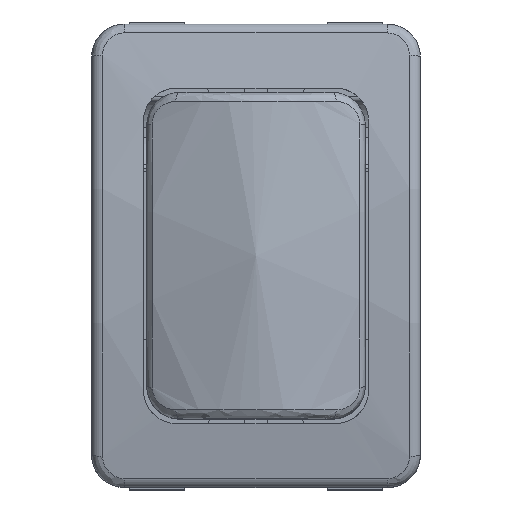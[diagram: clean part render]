
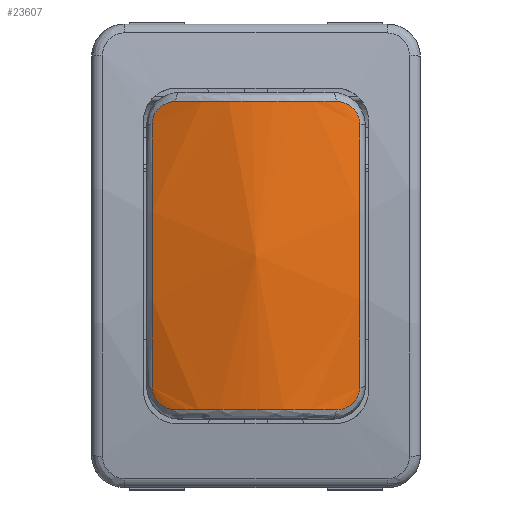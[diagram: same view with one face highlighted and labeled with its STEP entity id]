
A CAD part, top view. The second image highlights one B-rep face of the part: STEP entity #23607.
In plain terms, the highlighted free-form (B-spline) face has degree [2, 2] with [3, 9] control points.
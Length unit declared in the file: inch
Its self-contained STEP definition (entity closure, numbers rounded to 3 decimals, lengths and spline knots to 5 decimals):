
#33=(
BOUNDED_SURFACE()
B_SPLINE_SURFACE(2,2,((#33009,#33010,#33011,#33012,#33013,#33014,#33015,
#33016,#33017),(#33018,#33019,#33020,#33021,#33022,#33023,#33024,#33025,
#33026),(#33027,#33028,#33029,#33030,#33031,#33032,#33033,#33034,#33035)),
 .UNSPECIFIED.,.F.,.T.,.F.)
B_SPLINE_SURFACE_WITH_KNOTS((3,3),(3,2,2,2,3),(2.03907,3.14159),
(0.,1.5708,3.14159,4.71239,6.28319),
 .UNSPECIFIED.)
GEOMETRIC_REPRESENTATION_ITEM()
RATIONAL_B_SPLINE_SURFACE(((1.,0.707,1.,0.707,1.,
0.707,1.,0.707,1.),(0.852,0.602,
0.852,0.602,0.852,0.602,
0.852,0.602,0.852),(1.,0.707,
1.,0.707,1.,0.707,1.,0.707,1.)))
REPRESENTATION_ITEM('')
SURFACE()
);
#315=B_SPLINE_CURVE_WITH_KNOTS('',3,(#32714,#32715,#32716,#32717,#32718,
#32719),.UNSPECIFIED.,.F.,.F.,(4,1,1,4),(-0.16214,-0.09265,
-0.04632,0.),.UNSPECIFIED.);
#317=B_SPLINE_CURVE_WITH_KNOTS('',3,(#32753,#32754,#32755,#32756,#32757),
 .UNSPECIFIED.,.F.,.F.,(4,1,4),(-0.70608,-0.40347,0.),
 .UNSPECIFIED.);
#319=B_SPLINE_CURVE_WITH_KNOTS('',3,(#32785,#32786,#32787,#32788),
 .UNSPECIFIED.,.F.,.F.,(4,4),(-1.18,0.),.UNSPECIFIED.);
#321=B_SPLINE_CURVE_WITH_KNOTS('',3,(#32828,#32829,#32830,#32831,#32832,
#32833),.UNSPECIFIED.,.F.,.F.,(4,1,1,4),(-0.16203,-0.11574,
-0.06944,0.),.UNSPECIFIED.);
#323=B_SPLINE_CURVE_WITH_KNOTS('',3,(#32873,#32874,#32875,#32876,#32877,
#32878),.UNSPECIFIED.,.F.,.F.,(4,1,1,4),(-0.16213,-0.12739,
-0.09265,0.),.UNSPECIFIED.);
#325=B_SPLINE_CURVE_WITH_KNOTS('',3,(#32906,#32907,#32908,#32909),
 .UNSPECIFIED.,.F.,.F.,(4,4),(-1.18,0.),.UNSPECIFIED.);
#327=B_SPLINE_CURVE_WITH_KNOTS('',3,(#32943,#32944,#32945,#32946,#32947),
 .UNSPECIFIED.,.F.,.F.,(4,1,4),(-0.70608,-0.40348,0.),
 .UNSPECIFIED.);
#329=B_SPLINE_CURVE_WITH_KNOTS('',3,(#32984,#32985,#32986,#32987,#32988,
#32989),.UNSPECIFIED.,.F.,.F.,(4,1,1,4),(-0.16203,-0.09259,
-0.04629,0.),.UNSPECIFIED.);
#935=FACE_OUTER_BOUND('',#2190,.T.);
#2190=EDGE_LOOP('',(#16173,#16174,#16175,#16176,#16177,#16178,#16179,#16180));
#9830=VERTEX_POINT('',#32702);
#9833=VERTEX_POINT('',#32712);
#9835=VERTEX_POINT('',#32751);
#9836=VERTEX_POINT('',#32778);
#9839=VERTEX_POINT('',#32826);
#9840=VERTEX_POINT('',#32864);
#9843=VERTEX_POINT('',#32904);
#9844=VERTEX_POINT('',#32935);
#12289=EDGE_CURVE('',#9833,#9830,#315,.T.);
#12292=EDGE_CURVE('',#9835,#9833,#317,.T.);
#12295=EDGE_CURVE('',#9830,#9836,#319,.T.);
#12298=EDGE_CURVE('',#9839,#9835,#321,.T.);
#12301=EDGE_CURVE('',#9836,#9840,#323,.T.);
#12304=EDGE_CURVE('',#9843,#9839,#325,.T.);
#12307=EDGE_CURVE('',#9840,#9844,#327,.T.);
#12309=EDGE_CURVE('',#9844,#9843,#329,.T.);
#16173=ORIENTED_EDGE('',*,*,#12289,.F.);
#16174=ORIENTED_EDGE('',*,*,#12292,.F.);
#16175=ORIENTED_EDGE('',*,*,#12298,.F.);
#16176=ORIENTED_EDGE('',*,*,#12304,.F.);
#16177=ORIENTED_EDGE('',*,*,#12309,.F.);
#16178=ORIENTED_EDGE('',*,*,#12307,.F.);
#16179=ORIENTED_EDGE('',*,*,#12301,.F.);
#16180=ORIENTED_EDGE('',*,*,#12295,.F.);
#23607=ADVANCED_FACE('',(#935),#33,.F.);
#32702=CARTESIAN_POINT('',(-0.18498,-0.23491,0.81846));
#32712=CARTESIAN_POINT('',(-0.14341,-0.27488,0.83253));
#32714=CARTESIAN_POINT('Ctrl Pts',(-0.14341,-0.27488,
0.83253));
#32715=CARTESIAN_POINT('Ctrl Pts',(-0.15228,-0.27485,
0.82877));
#32716=CARTESIAN_POINT('Ctrl Pts',(-0.16724,-0.27018,
0.8225));
#32717=CARTESIAN_POINT('Ctrl Pts',(-0.18192,-0.25345,
0.8173));
#32718=CARTESIAN_POINT('Ctrl Pts',(-0.18498,-0.24098,
0.81752));
#32719=CARTESIAN_POINT('Ctrl Pts',(-0.18498,-0.23491,
0.81846));
#32751=CARTESIAN_POINT('',(0.14341,-0.27488,0.83253));
#32753=CARTESIAN_POINT('Ctrl Pts',(0.14341,-0.27488,
0.83253));
#32754=CARTESIAN_POINT('Ctrl Pts',(0.10482,-0.275,
0.84889));
#32755=CARTESIAN_POINT('Ctrl Pts',(0.00822,-0.27516,
0.87174));
#32756=CARTESIAN_POINT('Ctrl Pts',(-0.09195,-0.27504,
0.85434));
#32757=CARTESIAN_POINT('Ctrl Pts',(-0.14341,-0.27488,
0.83253));
#32778=CARTESIAN_POINT('',(-0.18498,0.23492,0.81832));
#32785=CARTESIAN_POINT('Ctrl Pts',(-0.18498,-0.23491,
0.81846));
#32786=CARTESIAN_POINT('Ctrl Pts',(-0.18498,-0.08016,
0.84253));
#32787=CARTESIAN_POINT('Ctrl Pts',(-0.18498,0.08018,
0.84248));
#32788=CARTESIAN_POINT('Ctrl Pts',(-0.18498,0.23492,
0.81832));
#32826=CARTESIAN_POINT('',(0.18498,-0.23491,0.81846));
#32828=CARTESIAN_POINT('Ctrl Pts',(0.18498,-0.23491,0.81846));
#32829=CARTESIAN_POINT('Ctrl Pts',(0.18498,-0.24098,
0.81752));
#32830=CARTESIAN_POINT('Ctrl Pts',(0.18191,-0.25343,
0.8173));
#32831=CARTESIAN_POINT('Ctrl Pts',(0.16729,-0.27015,
0.82247));
#32832=CARTESIAN_POINT('Ctrl Pts',(0.15227,-0.27485,
0.82877));
#32833=CARTESIAN_POINT('Ctrl Pts',(0.14341,-0.27488,
0.83253));
#32864=CARTESIAN_POINT('',(-0.14341,0.27489,0.83236));
#32873=CARTESIAN_POINT('Ctrl Pts',(-0.18498,0.23492,
0.81832));
#32874=CARTESIAN_POINT('Ctrl Pts',(-0.18498,0.23947,
0.81761));
#32875=CARTESIAN_POINT('Ctrl Pts',(-0.18331,0.24873,
0.81708));
#32876=CARTESIAN_POINT('Ctrl Pts',(-0.17186,0.26778,
0.82035));
#32877=CARTESIAN_POINT('Ctrl Pts',(-0.15523,0.27485,
0.82735));
#32878=CARTESIAN_POINT('Ctrl Pts',(-0.14341,0.27489,
0.83236));
#32904=CARTESIAN_POINT('',(0.18498,0.23492,0.81832));
#32906=CARTESIAN_POINT('Ctrl Pts',(0.18498,0.23492,
0.81832));
#32907=CARTESIAN_POINT('Ctrl Pts',(0.18498,0.08018,
0.84248));
#32908=CARTESIAN_POINT('Ctrl Pts',(0.18498,-0.08016,
0.84253));
#32909=CARTESIAN_POINT('Ctrl Pts',(0.18498,-0.23491,
0.81846));
#32935=CARTESIAN_POINT('',(0.14341,0.27489,0.83236));
#32943=CARTESIAN_POINT('Ctrl Pts',(-0.14341,0.27489,
0.83236));
#32944=CARTESIAN_POINT('Ctrl Pts',(-0.10482,0.27501,
0.84872));
#32945=CARTESIAN_POINT('Ctrl Pts',(-0.00686,0.27517,
0.8716));
#32946=CARTESIAN_POINT('Ctrl Pts',(0.09195,0.27505,
0.85418));
#32947=CARTESIAN_POINT('Ctrl Pts',(0.14341,0.27489,
0.83236));
#32984=CARTESIAN_POINT('Ctrl Pts',(0.14341,0.27489,
0.83236));
#32985=CARTESIAN_POINT('Ctrl Pts',(0.15227,0.27486,
0.82861));
#32986=CARTESIAN_POINT('Ctrl Pts',(0.16729,0.27016,
0.82231));
#32987=CARTESIAN_POINT('Ctrl Pts',(0.18191,0.25344,
0.81715));
#32988=CARTESIAN_POINT('Ctrl Pts',(0.18498,0.24099,
0.81737));
#32989=CARTESIAN_POINT('Ctrl Pts',(0.18498,0.23492,
0.81832));
#33009=CARTESIAN_POINT('Ctrl Pts',(-0.19488,1.51923,-0.68899));
#33010=CARTESIAN_POINT('Ctrl Pts',(-0.19488,1.51924,0.83069));
#33011=CARTESIAN_POINT('Ctrl Pts',(-0.19488,-0.00044,
0.83071));
#33012=CARTESIAN_POINT('Ctrl Pts',(-0.19488,-1.52013,
0.83072));
#33013=CARTESIAN_POINT('Ctrl Pts',(-0.19488,-1.52014,
-0.68896));
#33014=CARTESIAN_POINT('Ctrl Pts',(-0.19488,-1.52016,
-2.20865));
#33015=CARTESIAN_POINT('Ctrl Pts',(-0.19488,-0.00047,
-2.20866));
#33016=CARTESIAN_POINT('Ctrl Pts',(-0.19488,1.51921,-2.20868));
#33017=CARTESIAN_POINT('Ctrl Pts',(-0.19488,1.51923,-0.68899));
#33018=CARTESIAN_POINT('Ctrl Pts',(0.,1.63905,
-0.68896));
#33019=CARTESIAN_POINT('Ctrl Pts',(0.,1.63903,
0.95055));
#33020=CARTESIAN_POINT('Ctrl Pts',(0.,-0.00048,
0.95053));
#33021=CARTESIAN_POINT('Ctrl Pts',(0.,-1.63998,
0.95051));
#33022=CARTESIAN_POINT('Ctrl Pts',(0.,-1.63996,
-0.689));
#33023=CARTESIAN_POINT('Ctrl Pts',(0.,-1.63994,
-2.3285));
#33024=CARTESIAN_POINT('Ctrl Pts',(0.,-0.00044,
-2.32848));
#33025=CARTESIAN_POINT('Ctrl Pts',(0.,1.63907,
-2.32846));
#33026=CARTESIAN_POINT('Ctrl Pts',(0.,1.63905,
-0.68896));
#33027=CARTESIAN_POINT('Ctrl Pts',(0.19488,1.51923,-0.68899));
#33028=CARTESIAN_POINT('Ctrl Pts',(0.19488,1.51924,0.83069));
#33029=CARTESIAN_POINT('Ctrl Pts',(0.19488,-0.00044,
0.83071));
#33030=CARTESIAN_POINT('Ctrl Pts',(0.19488,-1.52013,0.83072));
#33031=CARTESIAN_POINT('Ctrl Pts',(0.19488,-1.52014,-0.68896));
#33032=CARTESIAN_POINT('Ctrl Pts',(0.19488,-1.52016,-2.20865));
#33033=CARTESIAN_POINT('Ctrl Pts',(0.19488,-0.00047,
-2.20866));
#33034=CARTESIAN_POINT('Ctrl Pts',(0.19488,1.51921,-2.20868));
#33035=CARTESIAN_POINT('Ctrl Pts',(0.19488,1.51923,-0.68899));
